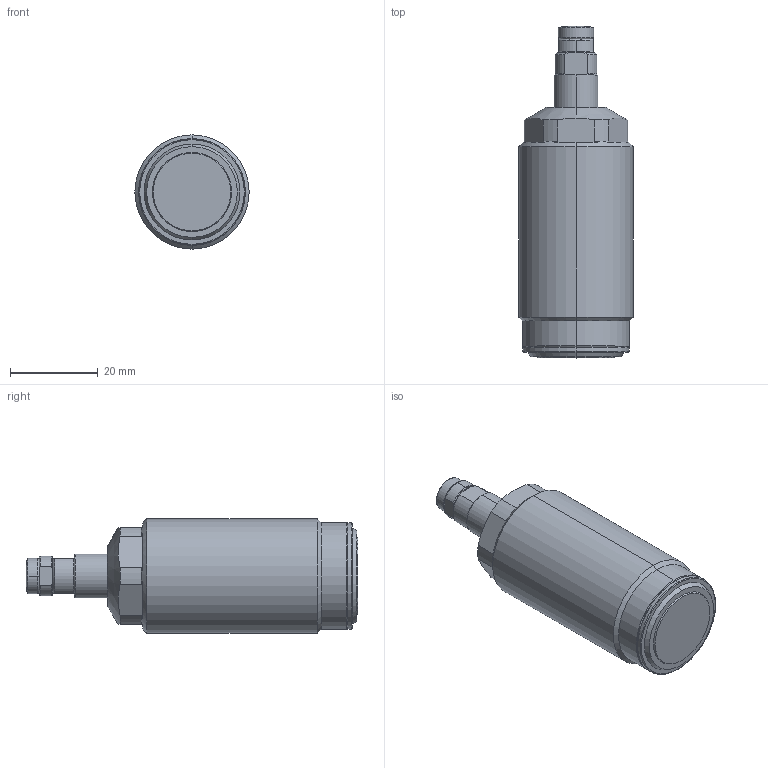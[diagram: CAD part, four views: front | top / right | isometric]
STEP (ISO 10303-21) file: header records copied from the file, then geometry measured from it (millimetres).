
FILE_DESCRIPTION(/* description */ (''),/* implementation_level */ '2;1');
FILE_NAME(/* name */ 'TSS00-M.stp',/* time_stamp */ '2025-01-11T08:01:17+08:00',/* author */ (''),/* organization */ (''),/* preprocessor_version */ 'ST-DEVELOPER v16.7',/* originating_system */ 'SIEMENS PLM Software NX 12.0',/* authorisation */ '');
FILE_SCHEMA (('AUTOMOTIVE_DESIGN { 1 0 10303 214 3 1 1 1 }'));
Length unit declared in the file: millimetre
Products named in the file (8): XLD-M6SP_pad; XLD-M6SP_pin; XLD-M6SP_contactbolt; XLD-M6SP_Oring; TSS00-M01; TSS00-M02; XLDM6SP; TSS00_stp
Assembly tree (8 placements, depth 3):
  TSS00_stp
    TSS00-M02
    TSS00-M01
    XLDM6SP  x2
      XLD-M6SP_Oring
      XLD-M6SP_contactbolt
      XLD-M6SP_pin
      XLD-M6SP_pad
Bounding box: 26 x 75.5 x 26 mm (x, y, z)
Volume: 29138.6 mm3; surface area: 7790.8 mm2
Topology: 10 solids, 10 shells, 260 faces, 600 edges, 364 vertices
Faces by surface type: cylinder 82, cone 60, torus 56, plane 54, sphere 8
Entity records: 5396 total; most frequent: CARTESIAN_POINT 1321, DIRECTION 893, ORIENTED_EDGE 774, EDGE_CURVE 387, AXIS2_PLACEMENT_3D 386, VERTEX_POINT 236, CIRCLE 210, EDGE_LOOP 183
